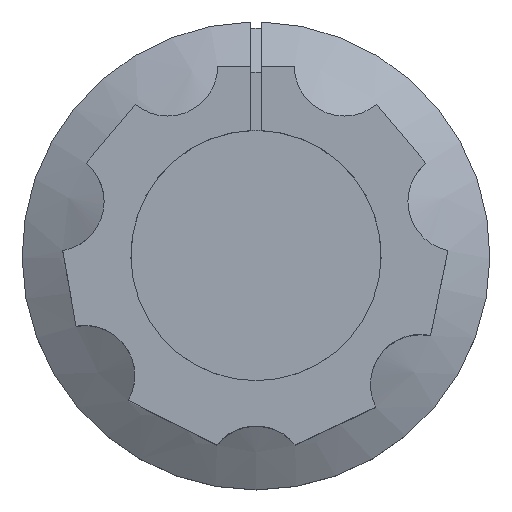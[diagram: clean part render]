
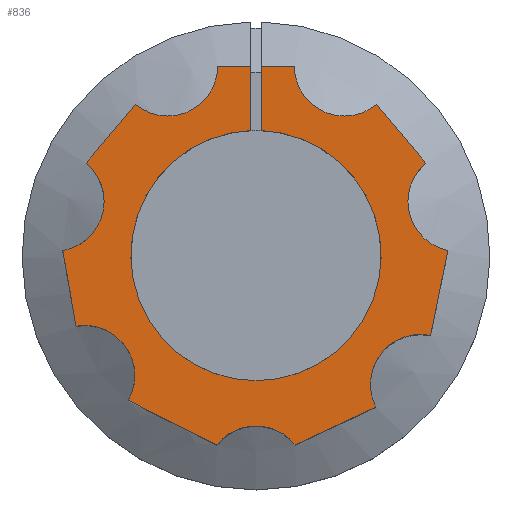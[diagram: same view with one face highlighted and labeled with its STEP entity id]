
A CAD part, top view. The second image highlights one B-rep face of the part: STEP entity #836.
In plain terms, the highlighted planar face has unit normal (0, 0, 1).
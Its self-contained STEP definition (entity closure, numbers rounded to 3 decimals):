
#72=DIRECTION('',(0.,-1.,0.));
#73=VECTOR('',#72,2.617);
#74=CARTESIAN_POINT('',(-0.211,7.693,0.));
#75=LINE('',#74,#73);
#76=CARTESIAN_POINT('',(0.,0.,0.));
#77=DIRECTION('',(0.,0.,-1.));
#78=DIRECTION('',(0.,-1.,0.));
#79=AXIS2_PLACEMENT_3D('',#76,#77,#78);
#81=CARTESIAN_POINT('',(0.,0.,0.));
#82=DIRECTION('',(0.,0.,-1.));
#83=DIRECTION('',(0.042,0.999,0.));
#84=AXIS2_PLACEMENT_3D('',#81,#82,#83);
#86=DIRECTION('',(0.,-1.,0.));
#87=VECTOR('',#86,2.617);
#88=CARTESIAN_POINT('',(0.211,7.693,0.));
#89=LINE('',#88,#87);
#90=DIRECTION('',(-1.,0.,0.));
#91=VECTOR('',#90,1.344);
#92=CARTESIAN_POINT('',(1.555,7.693,0.));
#93=LINE('',#92,#91);
#94=CARTESIAN_POINT('',(3.587,7.693,0.));
#95=DIRECTION('',(0.,0.,-1.));
#96=DIRECTION('',(0.643,-0.766,0.));
#97=AXIS2_PLACEMENT_3D('',#94,#95,#96);
#99=DIRECTION('',(-0.643,0.766,0.));
#100=VECTOR('',#99,3.111);
#101=CARTESIAN_POINT('',(6.893,3.754,0.));
#102=LINE('',#101,#100);
#103=CARTESIAN_POINT('',(8.199,2.197,0.));
#104=DIRECTION('',(0.,0.,-1.));
#105=DIRECTION('',(-0.2,-0.98,0.));
#106=AXIS2_PLACEMENT_3D('',#103,#104,#105);
#108=DIRECTION('',(0.2,0.98,0.));
#109=VECTOR('',#108,3.524);
#110=CARTESIAN_POINT('',(7.087,-3.247,0.));
#111=LINE('',#110,#109);
#112=CARTESIAN_POINT('',(6.68,-5.237,0.));
#113=DIRECTION('',(0.,0.,-1.));
#114=DIRECTION('',(-0.892,-0.452,0.));
#115=AXIS2_PLACEMENT_3D('',#112,#113,#114);
#117=DIRECTION('',(0.906,0.423,0.));
#118=VECTOR('',#117,3.619);
#119=CARTESIAN_POINT('',(1.588,-7.686,0.));
#120=LINE('',#119,#118);
#121=CARTESIAN_POINT('',(0.,-8.955,0.));
#122=DIRECTION('',(0.,0.,-1.));
#123=DIRECTION('',(-0.781,0.624,0.));
#124=AXIS2_PLACEMENT_3D('',#121,#122,#123);
#126=DIRECTION('',(0.895,-0.447,0.));
#127=VECTOR('',#126,4.031);
#128=CARTESIAN_POINT('',(-5.193,-5.885,0.));
#129=LINE('',#128,#127);
#130=CARTESIAN_POINT('',(-6.953,-4.869,0.));
#131=DIRECTION('',(0.,0.,-1.));
#132=DIRECTION('',(-0.174,0.985,0.));
#133=AXIS2_PLACEMENT_3D('',#130,#131,#132);
#135=DIRECTION('',(0.174,-0.985,0.));
#136=VECTOR('',#135,3.111);
#137=CARTESIAN_POINT('',(-7.846,0.196,0.));
#138=LINE('',#137,#136);
#139=CARTESIAN_POINT('',(-8.199,2.197,0.));
#140=DIRECTION('',(0.,0.,-1.));
#141=DIRECTION('',(0.643,0.766,0.));
#142=AXIS2_PLACEMENT_3D('',#139,#140,#141);
#144=DIRECTION('',(-0.643,-0.766,0.));
#145=VECTOR('',#144,3.111);
#146=CARTESIAN_POINT('',(-4.893,6.136,0.));
#147=LINE('',#146,#145);
#148=CARTESIAN_POINT('',(-3.587,7.693,0.));
#149=DIRECTION('',(0.,0.,-1.));
#150=DIRECTION('',(1.,0.,0.));
#151=AXIS2_PLACEMENT_3D('',#148,#149,#150);
#153=DIRECTION('',(-1.,0.,0.));
#154=VECTOR('',#153,1.344);
#155=CARTESIAN_POINT('',(-0.211,7.693,0.));
#156=LINE('',#155,#154);
#681=CARTESIAN_POINT('',(-6.893,3.754,0.));
#682=CARTESIAN_POINT('',(-7.846,0.196,0.));
#683=VERTEX_POINT('',#681);
#684=VERTEX_POINT('',#682);
#685=CARTESIAN_POINT('',(-7.306,-2.868,0.));
#686=CARTESIAN_POINT('',(-5.193,-5.885,0.));
#687=VERTEX_POINT('',#685);
#688=VERTEX_POINT('',#686);
#689=CARTESIAN_POINT('',(-1.588,-7.686,0.));
#690=CARTESIAN_POINT('',(1.588,-7.686,0.));
#691=VERTEX_POINT('',#689);
#692=VERTEX_POINT('',#690);
#693=CARTESIAN_POINT('',(4.868,-6.157,0.));
#694=CARTESIAN_POINT('',(7.087,-3.247,0.));
#695=VERTEX_POINT('',#693);
#696=VERTEX_POINT('',#694);
#697=CARTESIAN_POINT('',(7.792,0.206,0.));
#698=CARTESIAN_POINT('',(6.893,3.754,0.));
#699=VERTEX_POINT('',#697);
#700=VERTEX_POINT('',#698);
#701=CARTESIAN_POINT('',(4.893,6.136,0.));
#702=CARTESIAN_POINT('',(1.555,7.693,0.));
#703=VERTEX_POINT('',#701);
#704=VERTEX_POINT('',#702);
#705=CARTESIAN_POINT('',(-1.555,7.693,0.));
#706=CARTESIAN_POINT('',(-4.893,6.136,0.));
#707=VERTEX_POINT('',#705);
#708=VERTEX_POINT('',#706);
#743=CARTESIAN_POINT('',(0.,-5.08,0.));
#744=VERTEX_POINT('',#743);
#763=CARTESIAN_POINT('',(-0.211,7.693,0.));
#764=CARTESIAN_POINT('',(-0.211,5.076,0.));
#765=VERTEX_POINT('',#763);
#766=VERTEX_POINT('',#764);
#767=CARTESIAN_POINT('',(0.211,7.693,0.));
#768=CARTESIAN_POINT('',(0.211,5.076,0.));
#769=VERTEX_POINT('',#767);
#770=VERTEX_POINT('',#768);
#791=CARTESIAN_POINT('',(0.,0.,0.));
#792=DIRECTION('',(0.,0.,1.));
#793=DIRECTION('',(1.,0.,0.));
#794=AXIS2_PLACEMENT_3D('',#791,#792,#793);
#795=PLANE('',#794);
#797=ORIENTED_EDGE('',*,*,#796,.T.);
#799=ORIENTED_EDGE('',*,*,#798,.F.);
#801=ORIENTED_EDGE('',*,*,#800,.F.);
#803=ORIENTED_EDGE('',*,*,#802,.F.);
#805=ORIENTED_EDGE('',*,*,#804,.F.);
#807=ORIENTED_EDGE('',*,*,#806,.F.);
#809=ORIENTED_EDGE('',*,*,#808,.F.);
#811=ORIENTED_EDGE('',*,*,#810,.F.);
#813=ORIENTED_EDGE('',*,*,#812,.F.);
#815=ORIENTED_EDGE('',*,*,#814,.F.);
#817=ORIENTED_EDGE('',*,*,#816,.F.);
#819=ORIENTED_EDGE('',*,*,#818,.F.);
#821=ORIENTED_EDGE('',*,*,#820,.F.);
#823=ORIENTED_EDGE('',*,*,#822,.F.);
#825=ORIENTED_EDGE('',*,*,#824,.F.);
#827=ORIENTED_EDGE('',*,*,#826,.F.);
#829=ORIENTED_EDGE('',*,*,#828,.F.);
#831=ORIENTED_EDGE('',*,*,#830,.F.);
#833=ORIENTED_EDGE('',*,*,#832,.F.);
#834=EDGE_LOOP('',(#797,#799,#801,#803,#805,#807,#809,#811,#813,#815,#817,#819,
#821,#823,#825,#827,#829,#831,#833));
#835=FACE_OUTER_BOUND('',#834,.F.);
#836=ADVANCED_FACE('',(#835),#795,.T.);
#80=CIRCLE('',#79,5.08);
#85=CIRCLE('',#84,5.08);
#98=CIRCLE('',#97,2.032);
#107=CIRCLE('',#106,2.032);
#116=CIRCLE('',#115,2.032);
#125=CIRCLE('',#124,2.032);
#134=CIRCLE('',#133,2.032);
#143=CIRCLE('',#142,2.032);
#152=CIRCLE('',#151,2.032);
#796=EDGE_CURVE('',#765,#766,#75,.T.);
#798=EDGE_CURVE('',#744,#766,#80,.T.);
#800=EDGE_CURVE('',#770,#744,#85,.T.);
#802=EDGE_CURVE('',#769,#770,#89,.T.);
#804=EDGE_CURVE('',#704,#769,#93,.T.);
#806=EDGE_CURVE('',#703,#704,#98,.T.);
#808=EDGE_CURVE('',#700,#703,#102,.T.);
#810=EDGE_CURVE('',#699,#700,#107,.T.);
#812=EDGE_CURVE('',#696,#699,#111,.T.);
#814=EDGE_CURVE('',#695,#696,#116,.T.);
#816=EDGE_CURVE('',#692,#695,#120,.T.);
#818=EDGE_CURVE('',#691,#692,#125,.T.);
#820=EDGE_CURVE('',#688,#691,#129,.T.);
#822=EDGE_CURVE('',#687,#688,#134,.T.);
#824=EDGE_CURVE('',#684,#687,#138,.T.);
#826=EDGE_CURVE('',#683,#684,#143,.T.);
#828=EDGE_CURVE('',#708,#683,#147,.T.);
#830=EDGE_CURVE('',#707,#708,#152,.T.);
#832=EDGE_CURVE('',#765,#707,#156,.T.);
